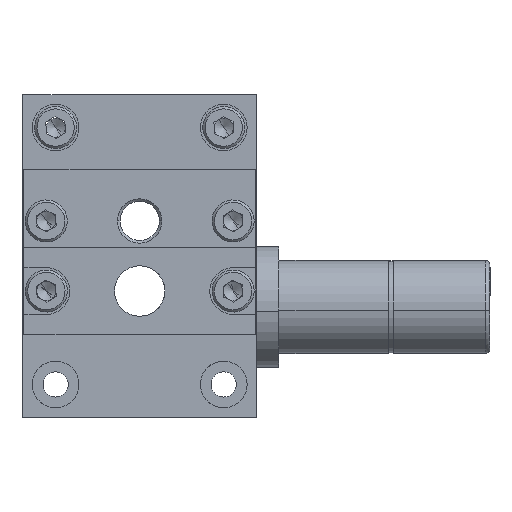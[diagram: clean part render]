
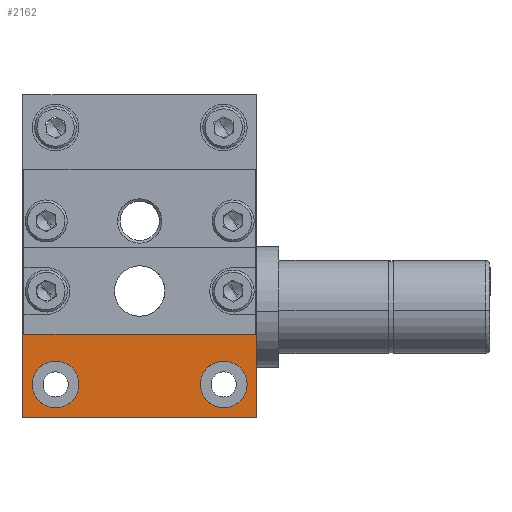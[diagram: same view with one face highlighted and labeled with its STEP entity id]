
A CAD part, front view. The second image highlights one B-rep face of the part: STEP entity #2162.
In plain terms, the highlighted planar face has unit normal (0, -1, 0).
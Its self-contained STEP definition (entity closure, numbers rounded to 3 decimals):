
#208 = VERTEX_POINT ( 'NONE', #3246 ) ;
#226 = EDGE_LOOP ( 'NONE', ( #3921, #8116 ) ) ;
#229 = CIRCLE ( 'NONE', #1510, 2.5 ) ;
#417 = EDGE_CURVE ( 'NONE', #1128, #9308, #6140, .T. ) ;
#555 = FACE_BOUND ( 'NONE', #4034, .T. ) ;
#595 = DIRECTION ( 'NONE',  ( 1., 0., 0. ) ) ;
#609 = DIRECTION ( 'NONE',  ( 0., -1., 0. ) ) ;
#775 = ORIENTED_EDGE ( 'NONE', *, *, #6336, .F. ) ;
#797 = VERTEX_POINT ( 'NONE', #880 ) ;
#873 = DIRECTION ( 'NONE',  ( 0., -1., 0. ) ) ;
#875 = CARTESIAN_POINT ( 'NONE',  ( -21.494, 30.968, 3.465 ) ) ;
#880 = CARTESIAN_POINT ( 'NONE',  ( -23.694, 30.968, -6.535 ) ) ;
#926 = ORIENTED_EDGE ( 'NONE', *, *, #8154, .F. ) ;
#1024 = AXIS2_PLACEMENT_3D ( 'NONE', #6799, #609, #5931 ) ;
#1128 = VERTEX_POINT ( 'NONE', #8441 ) ;
#1424 = AXIS2_PLACEMENT_3D ( 'NONE', #4331, #9668, #3447 ) ;
#1428 = CARTESIAN_POINT ( 'NONE',  ( -8.219, 30.968, 3.465 ) ) ;
#1477 = CARTESIAN_POINT ( 'NONE',  ( -17.194, 30.968, 3.465 ) ) ;
#1498 = VERTEX_POINT ( 'NONE', #7610 ) ;
#1510 = AXIS2_PLACEMENT_3D ( 'NONE', #6196, #873, #7104 ) ;
#1591 = ORIENTED_EDGE ( 'NONE', *, *, #7266, .F. ) ;
#1667 = DIRECTION ( 'NONE',  ( 1., 0., 0. ) ) ;
#1696 = CARTESIAN_POINT ( 'NONE',  ( -4.694, 30.968, -10.035 ) ) ;
#1833 = CIRCLE ( 'NONE', #1024, 1.025 ) ;
#2038 = CARTESIAN_POINT ( 'NONE',  ( -29.694, 30.968, 8.115 ) ) ;
#2097 = AXIS2_PLACEMENT_3D ( 'NONE', #8824, #5277, #10608 ) ;
#2131 = EDGE_CURVE ( 'NONE', #3608, #10880, #10576, .T. ) ;
#2162 = ADVANCED_FACE ( 'NONE', ( #555, #5562, #9753, #7374, #5009, #7667 ), #11486, .F. ) ;
#2286 = DIRECTION ( 'NONE',  ( 0., -1., 0. ) ) ;
#2397 = DIRECTION ( 'NONE',  ( 1., 0., 0. ) ) ;
#2426 = DIRECTION ( 'NONE',  ( 1., 0., 0. ) ) ;
#2551 = VECTOR ( 'NONE', #6832, 1000. ) ;
#2697 = CARTESIAN_POINT ( 'NONE',  ( -28.219, 30.968, 3.465 ) ) ;
#2745 = EDGE_CURVE ( 'NONE', #797, #208, #9489, .T. ) ;
#2773 = CIRCLE ( 'NONE', #3967, 1.025 ) ;
#2881 = EDGE_CURVE ( 'NONE', #7495, #6947, #1833, .T. ) ;
#2909 = ORIENTED_EDGE ( 'NONE', *, *, #2131, .T. ) ;
#3026 = CARTESIAN_POINT ( 'NONE',  ( -7.194, 30.968, 3.465 ) ) ;
#3068 = EDGE_CURVE ( 'NONE', #208, #797, #6406, .T. ) ;
#3118 = CARTESIAN_POINT ( 'NONE',  ( -4.694, 30.968, 8.115 ) ) ;
#3246 = CARTESIAN_POINT ( 'NONE',  ( -28.694, 30.968, -6.535 ) ) ;
#3291 = CARTESIAN_POINT ( 'NONE',  ( -7.194, 30.968, 3.465 ) ) ;
#3311 = VERTEX_POINT ( 'NONE', #2038 ) ;
#3355 = DIRECTION ( 'NONE',  ( 1., 0., 0. ) ) ;
#3447 = DIRECTION ( 'NONE',  ( 1., 0., 0. ) ) ;
#3608 = VERTEX_POINT ( 'NONE', #6476 ) ;
#3743 = ORIENTED_EDGE ( 'NONE', *, *, #11510, .T. ) ;
#3747 = ORIENTED_EDGE ( 'NONE', *, *, #2745, .F. ) ;
#3921 = ORIENTED_EDGE ( 'NONE', *, *, #7741, .F. ) ;
#3967 = AXIS2_PLACEMENT_3D ( 'NONE', #9619, #6924, #2397 ) ;
#4034 = EDGE_LOOP ( 'NONE', ( #11030, #6067 ) ) ;
#4161 = CIRCLE ( 'NONE', #8943, 1.025 ) ;
#4211 = ORIENTED_EDGE ( 'NONE', *, *, #2881, .F. ) ;
#4215 = EDGE_CURVE ( 'NONE', #9308, #1128, #4161, .T. ) ;
#4331 = CARTESIAN_POINT ( 'NONE',  ( -26.194, 30.968, -6.535 ) ) ;
#4595 = DIRECTION ( 'NONE',  ( 0., 0., 1. ) ) ;
#4635 = AXIS2_PLACEMENT_3D ( 'NONE', #3291, #8634, #9516 ) ;
#4715 = CIRCLE ( 'NONE', #8378, 2.5 ) ;
#4759 = VECTOR ( 'NONE', #4595, 1000. ) ;
#4862 = AXIS2_PLACEMENT_3D ( 'NONE', #10353, #11243, #595 ) ;
#4914 = LINE ( 'NONE', #8679, #7284 ) ;
#5009 = FACE_BOUND ( 'NONE', #10666, .T. ) ;
#5277 = DIRECTION ( 'NONE',  ( 0., 1., 0. ) ) ;
#5562 = FACE_BOUND ( 'NONE', #226, .T. ) ;
#5707 = VERTEX_POINT ( 'NONE', #10116 ) ;
#5889 = DIRECTION ( 'NONE',  ( 1., 0., 0. ) ) ;
#5931 = DIRECTION ( 'NONE',  ( 1., 0., 0. ) ) ;
#6067 = ORIENTED_EDGE ( 'NONE', *, *, #4215, .F. ) ;
#6140 = CIRCLE ( 'NONE', #4635, 1.025 ) ;
#6147 = EDGE_CURVE ( 'NONE', #6572, #5707, #4715, .T. ) ;
#6196 = CARTESIAN_POINT ( 'NONE',  ( -8.194, 30.968, -6.535 ) ) ;
#6336 = EDGE_CURVE ( 'NONE', #6947, #7495, #2773, .T. ) ;
#6406 = CIRCLE ( 'NONE', #1424, 2.5 ) ;
#6476 = CARTESIAN_POINT ( 'NONE',  ( -29.694, 30.968, -10.035 ) ) ;
#6572 = VERTEX_POINT ( 'NONE', #7729 ) ;
#6799 = CARTESIAN_POINT ( 'NONE',  ( -27.194, 30.968, 3.465 ) ) ;
#6832 = DIRECTION ( 'NONE',  ( 0., 0., 1. ) ) ;
#6851 = LINE ( 'NONE', #9898, #4759 ) ;
#6924 = DIRECTION ( 'NONE',  ( 0., -1., 0. ) ) ;
#6928 = ORIENTED_EDGE ( 'NONE', *, *, #11270, .F. ) ;
#6947 = VERTEX_POINT ( 'NONE', #7099 ) ;
#6993 = LINE ( 'NONE', #7763, #2551 ) ;
#7099 = CARTESIAN_POINT ( 'NONE',  ( -26.169, 30.968, 3.465 ) ) ;
#7104 = DIRECTION ( 'NONE',  ( 1., 0., 0. ) ) ;
#7266 = EDGE_CURVE ( 'NONE', #9526, #1498, #7355, .T. ) ;
#7284 = VECTOR ( 'NONE', #3355, 1000. ) ;
#7355 = CIRCLE ( 'NONE', #11113, 4.3 ) ;
#7374 = FACE_BOUND ( 'NONE', #11169, .T. ) ;
#7474 = ORIENTED_EDGE ( 'NONE', *, *, #3068, .F. ) ;
#7492 = EDGE_LOOP ( 'NONE', ( #3743, #11369, #6928, #2909 ) ) ;
#7495 = VERTEX_POINT ( 'NONE', #2697 ) ;
#7610 = CARTESIAN_POINT ( 'NONE',  ( -12.894, 30.968, 3.465 ) ) ;
#7615 = DIRECTION ( 'NONE',  ( 1., 0., 0. ) ) ;
#7667 = FACE_OUTER_BOUND ( 'NONE', #7492, .T. ) ;
#7729 = CARTESIAN_POINT ( 'NONE',  ( -10.694, 30.968, -6.535 ) ) ;
#7741 = EDGE_CURVE ( 'NONE', #5707, #6572, #229, .T. ) ;
#7763 = CARTESIAN_POINT ( 'NONE',  ( -29.694, 30.968, 8.115 ) ) ;
#7844 = AXIS2_PLACEMENT_3D ( 'NONE', #8521, #2286, #7615 ) ;
#7856 = CARTESIAN_POINT ( 'NONE',  ( -29.694, 30.968, -10.035 ) ) ;
#8116 = ORIENTED_EDGE ( 'NONE', *, *, #6147, .F. ) ;
#8154 = EDGE_CURVE ( 'NONE', #1498, #9526, #9698, .T. ) ;
#8211 = DIRECTION ( 'NONE',  ( 1., 0., 0. ) ) ;
#8369 = DIRECTION ( 'NONE',  ( 0., -1., 0. ) ) ;
#8378 = AXIS2_PLACEMENT_3D ( 'NONE', #9996, #9097, #8211 ) ;
#8441 = CARTESIAN_POINT ( 'NONE',  ( -6.169, 30.968, 3.465 ) ) ;
#8521 = CARTESIAN_POINT ( 'NONE',  ( -26.194, 30.968, -6.535 ) ) ;
#8634 = DIRECTION ( 'NONE',  ( 0., -1., 0. ) ) ;
#8679 = CARTESIAN_POINT ( 'NONE',  ( -29.694, 30.968, 8.115 ) ) ;
#8824 = CARTESIAN_POINT ( 'NONE',  ( -29.694, 30.968, 8.115 ) ) ;
#8943 = AXIS2_PLACEMENT_3D ( 'NONE', #3026, #8369, #5889 ) ;
#9097 = DIRECTION ( 'NONE',  ( 0., -1., 0. ) ) ;
#9308 = VERTEX_POINT ( 'NONE', #1428 ) ;
#9489 = CIRCLE ( 'NONE', #7844, 2.5 ) ;
#9499 = DIRECTION ( 'NONE',  ( 0., -1., 0. ) ) ;
#9516 = DIRECTION ( 'NONE',  ( 1., 0., 0. ) ) ;
#9526 = VERTEX_POINT ( 'NONE', #875 ) ;
#9619 = CARTESIAN_POINT ( 'NONE',  ( -27.194, 30.968, 3.465 ) ) ;
#9668 = DIRECTION ( 'NONE',  ( 0., -1., 0. ) ) ;
#9698 = CIRCLE ( 'NONE', #4862, 4.3 ) ;
#9753 = FACE_BOUND ( 'NONE', #10011, .T. ) ;
#9898 = CARTESIAN_POINT ( 'NONE',  ( -4.694, 30.968, 8.115 ) ) ;
#9996 = CARTESIAN_POINT ( 'NONE',  ( -8.194, 30.968, -6.535 ) ) ;
#10011 = EDGE_LOOP ( 'NONE', ( #926, #1591 ) ) ;
#10116 = CARTESIAN_POINT ( 'NONE',  ( -5.694, 30.968, -6.535 ) ) ;
#10175 = VERTEX_POINT ( 'NONE', #3118 ) ;
#10297 = VECTOR ( 'NONE', #1667, 1000. ) ;
#10307 = EDGE_CURVE ( 'NONE', #3311, #10175, #4914, .T. ) ;
#10353 = CARTESIAN_POINT ( 'NONE',  ( -17.194, 30.968, 3.465 ) ) ;
#10576 = LINE ( 'NONE', #7856, #10297 ) ;
#10608 = DIRECTION ( 'NONE',  ( 0., 0., -1. ) ) ;
#10666 = EDGE_LOOP ( 'NONE', ( #3747, #7474 ) ) ;
#10880 = VERTEX_POINT ( 'NONE', #1696 ) ;
#11030 = ORIENTED_EDGE ( 'NONE', *, *, #417, .F. ) ;
#11113 = AXIS2_PLACEMENT_3D ( 'NONE', #1477, #9499, #2426 ) ;
#11169 = EDGE_LOOP ( 'NONE', ( #775, #4211 ) ) ;
#11243 = DIRECTION ( 'NONE',  ( 0., -1., 0. ) ) ;
#11270 = EDGE_CURVE ( 'NONE', #3608, #3311, #6993, .T. ) ;
#11369 = ORIENTED_EDGE ( 'NONE', *, *, #10307, .F. ) ;
#11486 = PLANE ( 'NONE',  #2097 ) ;
#11510 = EDGE_CURVE ( 'NONE', #10880, #10175, #6851, .T. ) ;
